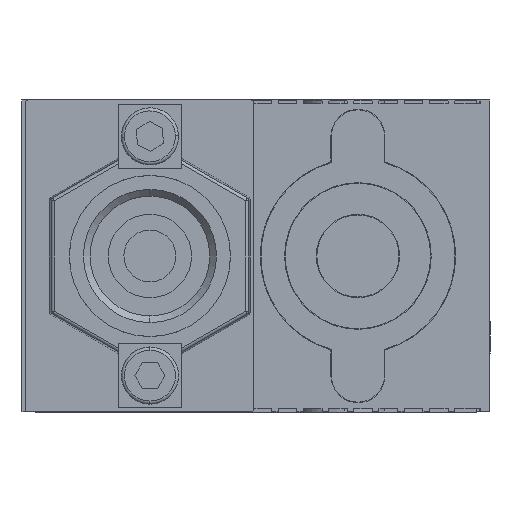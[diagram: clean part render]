
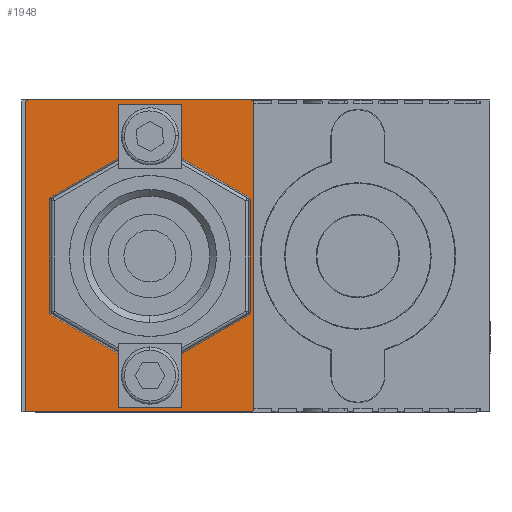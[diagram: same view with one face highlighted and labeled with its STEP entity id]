
A CAD part, left-side view. The second image highlights one B-rep face of the part: STEP entity #1948.
In plain terms, the highlighted planar face has unit normal (-1, 0, 0).
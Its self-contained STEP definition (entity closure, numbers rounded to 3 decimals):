
#1948=ADVANCED_FACE('',(#4203,#4204),#4205,.T.);
#4203=FACE_BOUND('',#8041,.T.);
#4204=FACE_OUTER_BOUND('',#8042,.T.);
#4205=PLANE('',#8043);
#8041=EDGE_LOOP('',(#13872,#13873,#13874,#13875,#13876,#13877,#13878,#13879,#13880,#13881,#13882,#13883,#13884,#13885,#13886,#13887));
#8042=EDGE_LOOP('',(#13888,#13889,#13890,#13891,#13892,#13893,#13894,#13895));
#8043=AXIS2_PLACEMENT_3D('',#13896,#13897,#13898);
#13872=ORIENTED_EDGE('',*,*,#18268,.F.);
#13873=ORIENTED_EDGE('',*,*,#18269,.T.);
#13874=ORIENTED_EDGE('',*,*,#18270,.F.);
#13875=ORIENTED_EDGE('',*,*,#18271,.T.);
#13876=ORIENTED_EDGE('',*,*,#18272,.T.);
#13877=ORIENTED_EDGE('',*,*,#18273,.T.);
#13878=ORIENTED_EDGE('',*,*,#18274,.T.);
#13879=ORIENTED_EDGE('',*,*,#18247,.T.);
#13880=ORIENTED_EDGE('',*,*,#18275,.T.);
#13881=ORIENTED_EDGE('',*,*,#18276,.F.);
#13882=ORIENTED_EDGE('',*,*,#18277,.T.);
#13883=ORIENTED_EDGE('',*,*,#18252,.F.);
#13884=ORIENTED_EDGE('',*,*,#18278,.T.);
#13885=ORIENTED_EDGE('',*,*,#18279,.F.);
#13886=ORIENTED_EDGE('',*,*,#18280,.T.);
#13887=ORIENTED_EDGE('',*,*,#18281,.F.);
#13888=ORIENTED_EDGE('',*,*,#18282,.F.);
#13889=ORIENTED_EDGE('',*,*,#18283,.T.);
#13890=ORIENTED_EDGE('',*,*,#18284,.T.);
#13891=ORIENTED_EDGE('',*,*,#18285,.T.);
#13892=ORIENTED_EDGE('',*,*,#18286,.F.);
#13893=ORIENTED_EDGE('',*,*,#18287,.T.);
#13894=ORIENTED_EDGE('',*,*,#18288,.T.);
#13895=ORIENTED_EDGE('',*,*,#18289,.T.);
#13896=CARTESIAN_POINT('',(-4.0,-10.,15.0));
#13897=DIRECTION('',(-1.0,0.,0.));
#13898=DIRECTION('',(0.,0.,1.0));
#18247=EDGE_CURVE('',#22134,#22139,#22141,.T.);
#18252=EDGE_CURVE('',#22148,#22143,#22150,.T.);
#18268=EDGE_CURVE('',#22178,#22179,#22180,.T.);
#18269=EDGE_CURVE('',#22178,#22181,#22182,.T.);
#18270=EDGE_CURVE('',#22183,#22181,#22184,.T.);
#18271=EDGE_CURVE('',#22183,#22185,#22186,.T.);
#18272=EDGE_CURVE('',#22185,#22187,#22188,.T.);
#18273=EDGE_CURVE('',#22187,#22189,#22190,.T.);
#18274=EDGE_CURVE('',#22189,#22134,#22191,.T.);
#18275=EDGE_CURVE('',#22139,#22192,#22193,.T.);
#18276=EDGE_CURVE('',#22194,#22192,#22195,.T.);
#18277=EDGE_CURVE('',#22194,#22143,#22196,.T.);
#18278=EDGE_CURVE('',#22148,#22197,#22198,.T.);
#18279=EDGE_CURVE('',#22199,#22197,#22200,.T.);
#18280=EDGE_CURVE('',#22199,#22201,#22202,.T.);
#18281=EDGE_CURVE('',#22179,#22201,#22203,.T.);
#18282=EDGE_CURVE('',#22204,#22205,#22206,.T.);
#18283=EDGE_CURVE('',#22204,#22207,#22208,.T.);
#18284=EDGE_CURVE('',#22207,#22209,#22210,.T.);
#18285=EDGE_CURVE('',#22209,#22211,#22212,.T.);
#18286=EDGE_CURVE('',#22213,#22211,#22214,.T.);
#18287=EDGE_CURVE('',#22213,#22215,#22216,.T.);
#18288=EDGE_CURVE('',#22215,#22217,#22218,.T.);
#18289=EDGE_CURVE('',#22217,#22205,#22219,.T.);
#22134=VERTEX_POINT('',#28151);
#22139=VERTEX_POINT('',#28158);
#22141=LINE('',#28161,#28162);
#22143=VERTEX_POINT('',#28164);
#22148=VERTEX_POINT('',#28171);
#22150=LINE('',#28174,#28175);
#22178=VERTEX_POINT('',#28215);
#22179=VERTEX_POINT('',#28216);
#22180=LINE('',#28217,#28218);
#22181=VERTEX_POINT('',#28219);
#22182=LINE('',#28220,#28221);
#22183=VERTEX_POINT('',#28222);
#22184=LINE('',#28223,#28224);
#22185=VERTEX_POINT('',#28225);
#22186=LINE('',#28226,#28227);
#22187=VERTEX_POINT('',#28228);
#22188=(B_SPLINE_CURVE(3,(#28230,#28231,#28232,#28233),.UNSPECIFIED.,.F.,.F.)B_SPLINE_CURVE_WITH_KNOTS((4,4),(2.618,3.665),.UNSPECIFIED.)RATIONAL_B_SPLINE_CURVE((1.0,0.911,0.911,1.0))BOUNDED_CURVE()REPRESENTATION_ITEM('')GEOMETRIC_REPRESENTATION_ITEM()CURVE());
#22189=VERTEX_POINT('',#28240);
#22190=LINE('',#28241,#28242);
#22191=(B_SPLINE_CURVE(3,(#28244,#28245,#28246,#28247),.UNSPECIFIED.,.F.,.F.)B_SPLINE_CURVE_WITH_KNOTS((4,4),(2.618,3.665),.UNSPECIFIED.)RATIONAL_B_SPLINE_CURVE((1.0,0.911,0.911,1.0))BOUNDED_CURVE()REPRESENTATION_ITEM('')GEOMETRIC_REPRESENTATION_ITEM()CURVE());
#22192=VERTEX_POINT('',#28254);
#22193=LINE('',#28255,#28256);
#22194=VERTEX_POINT('',#28257);
#22195=LINE('',#28258,#28259);
#22196=LINE('',#28260,#28261);
#22197=VERTEX_POINT('',#28262);
#22198=(B_SPLINE_CURVE(3,(#28264,#28265,#28266,#28267),.UNSPECIFIED.,.F.,.F.)B_SPLINE_CURVE_WITH_KNOTS((4,4),(2.618,3.665),.UNSPECIFIED.)RATIONAL_B_SPLINE_CURVE((1.0,0.911,0.911,1.0))BOUNDED_CURVE()REPRESENTATION_ITEM('')GEOMETRIC_REPRESENTATION_ITEM()CURVE());
#22199=VERTEX_POINT('',#28274);
#22200=LINE('',#28275,#28276);
#22201=VERTEX_POINT('',#28277);
#22202=(B_SPLINE_CURVE(3,(#28279,#28280,#28281,#28282),.UNSPECIFIED.,.F.,.F.)B_SPLINE_CURVE_WITH_KNOTS((4,4),(2.618,3.665),.UNSPECIFIED.)RATIONAL_B_SPLINE_CURVE((1.0,0.911,0.911,1.0))BOUNDED_CURVE()REPRESENTATION_ITEM('')GEOMETRIC_REPRESENTATION_ITEM()CURVE());
#22203=LINE('',#28289,#28290);
#22204=VERTEX_POINT('',#28291);
#22205=VERTEX_POINT('',#28292);
#22206=LINE('',#28293,#28294);
#22207=VERTEX_POINT('',#28295);
#22208=CIRCLE('',#28296,0.3);
#22209=VERTEX_POINT('',#28297);
#22210=LINE('',#28298,#28299);
#22211=VERTEX_POINT('',#28300);
#22212=CIRCLE('',#28301,0.3);
#22213=VERTEX_POINT('',#28302);
#22214=LINE('',#28303,#28304);
#22215=VERTEX_POINT('',#28305);
#22216=CIRCLE('',#28306,0.3);
#22217=VERTEX_POINT('',#28307);
#22218=LINE('',#28308,#28309);
#22219=CIRCLE('',#28310,0.3);
#28151=CARTESIAN_POINT('',(-4.0,9.507,5.662));
#28158=CARTESIAN_POINT('',(-4.0,3.05,9.39));
#28161=CARTESIAN_POINT('',(-4.0,4.829,8.363));
#28162=VECTOR('',#32200,1000.0);
#28164=CARTESIAN_POINT('',(-4.0,-3.05,9.39));
#28171=CARTESIAN_POINT('',(-4.0,-9.507,5.662));
#28174=CARTESIAN_POINT('',(-4.0,-19.079,0.136));
#28175=VECTOR('',#32204,1000.0);
#28215=CARTESIAN_POINT('',(-4.0,-3.05,-14.55));
#28216=CARTESIAN_POINT('',(-4.0,-3.05,-9.39));
#28217=CARTESIAN_POINT('',(-4.0,-3.05,15.0));
#28218=VECTOR('',#32220,1000.0);
#28219=CARTESIAN_POINT('',(-4.0,3.05,-14.55));
#28220=CARTESIAN_POINT('',(-4.0,-10.,-14.55));
#28221=VECTOR('',#32221,1000.0);
#28222=CARTESIAN_POINT('',(-4.0,3.05,-9.39));
#28223=CARTESIAN_POINT('',(-4.0,3.05,15.0));
#28224=VECTOR('',#32222,1000.0);
#28225=CARTESIAN_POINT('',(-4.0,9.507,-5.662));
#28226=CARTESIAN_POINT('',(-4.0,-9.421,-16.591));
#28227=VECTOR('',#32223,1000.0);
#28228=CARTESIAN_POINT('',(-4.0,9.657,-5.402));
#28230=CARTESIAN_POINT('',(-4.0,9.507,-5.662));
#28231=CARTESIAN_POINT('',(-4.0,9.602,-5.607));
#28232=CARTESIAN_POINT('',(-4.0,9.657,-5.512));
#28233=CARTESIAN_POINT('',(-4.0,9.657,-5.402));
#28240=CARTESIAN_POINT('',(-4.0,9.657,5.402));
#28241=CARTESIAN_POINT('',(-4.0,9.657,-16.454));
#28242=VECTOR('',#32224,1000.0);
#28244=CARTESIAN_POINT('',(-4.0,9.657,5.402));
#28245=CARTESIAN_POINT('',(-4.0,9.657,5.512));
#28246=CARTESIAN_POINT('',(-4.0,9.602,5.607));
#28247=CARTESIAN_POINT('',(-4.0,9.507,5.662));
#28254=CARTESIAN_POINT('',(-4.0,3.05,14.55));
#28255=CARTESIAN_POINT('',(-4.0,3.05,15.0));
#28256=VECTOR('',#32225,1000.0);
#28257=CARTESIAN_POINT('',(-4.0,-3.05,14.55));
#28258=CARTESIAN_POINT('',(-4.0,-10.0,14.55));
#28259=VECTOR('',#32226,1000.0);
#28260=CARTESIAN_POINT('',(-4.0,-3.05,15.0));
#28261=VECTOR('',#32227,1000.0);
#28262=CARTESIAN_POINT('',(-4.0,-9.657,5.402));
#28264=CARTESIAN_POINT('',(-4.0,-9.507,5.662));
#28265=CARTESIAN_POINT('',(-4.0,-9.602,5.607));
#28266=CARTESIAN_POINT('',(-4.0,-9.657,5.512));
#28267=CARTESIAN_POINT('',(-4.0,-9.657,5.402));
#28274=CARTESIAN_POINT('',(-4.0,-9.657,-5.402));
#28275=CARTESIAN_POINT('',(-4.0,-9.657,-16.454));
#28276=VECTOR('',#32228,1000.0);
#28277=CARTESIAN_POINT('',(-4.0,-9.507,-5.662));
#28279=CARTESIAN_POINT('',(-4.0,-9.657,-5.402));
#28280=CARTESIAN_POINT('',(-4.0,-9.657,-5.512));
#28281=CARTESIAN_POINT('',(-4.0,-9.602,-5.607));
#28282=CARTESIAN_POINT('',(-4.0,-9.507,-5.662));
#28289=CARTESIAN_POINT('',(-4.0,-4.829,-8.363));
#28290=VECTOR('',#32229,1000.0);
#28291=CARTESIAN_POINT('',(-4.0,-9.7,-15.0));
#28292=CARTESIAN_POINT('',(-4.0,11.7,-15.0));
#28293=CARTESIAN_POINT('',(-4.0,-10.0,-15.0));
#28294=VECTOR('',#32230,1000.0);
#28295=CARTESIAN_POINT('',(-4.0,-10.0,-14.7));
#28296=AXIS2_PLACEMENT_3D('',#32231,#32232,#32233);
#28297=CARTESIAN_POINT('',(-4.0,-10.,14.7));
#28298=CARTESIAN_POINT('',(-4.0,-10.0,-15.0));
#28299=VECTOR('',#32234,1000.0);
#28300=CARTESIAN_POINT('',(-4.0,-9.7,15.0));
#28301=AXIS2_PLACEMENT_3D('',#32235,#32236,#32237);
#28302=CARTESIAN_POINT('',(-4.0,11.7,15.0));
#28303=CARTESIAN_POINT('',(-4.0,12.0,15.0));
#28304=VECTOR('',#32238,1000.0);
#28305=CARTESIAN_POINT('',(-4.0,12.0,14.7));
#28306=AXIS2_PLACEMENT_3D('',#32239,#32240,#32241);
#28307=CARTESIAN_POINT('',(-4.0,12.0,-14.7));
#28308=CARTESIAN_POINT('',(-4.0,12.0,15.0));
#28309=VECTOR('',#32242,1000.0);
#28310=AXIS2_PLACEMENT_3D('',#32243,#32244,#32245);
#32200=DIRECTION('',(0.,-0.866,0.5));
#32204=DIRECTION('',(0.,0.866,0.5));
#32220=DIRECTION('',(0.,0.,1.0));
#32221=DIRECTION('',(0.,1.0,0.));
#32222=DIRECTION('',(0.,0.,-1.0));
#32223=DIRECTION('',(0.,0.866,0.5));
#32224=DIRECTION('',(0.,0.,1.0));
#32225=DIRECTION('',(0.,0.,1.0));
#32226=DIRECTION('',(0.,1.0,0.));
#32227=DIRECTION('',(0.0,0.,-1.0));
#32228=DIRECTION('',(0.,0.,1.0));
#32229=DIRECTION('',(0.,-0.866,0.5));
#32230=DIRECTION('',(0.,1.0,0.));
#32231=CARTESIAN_POINT('',(-4.0,-9.7,-14.7));
#32232=DIRECTION('',(-1.0,0.,0.));
#32233=DIRECTION('',(0.,0.,1.0));
#32234=DIRECTION('',(0.,0.,1.0));
#32235=CARTESIAN_POINT('',(-4.0,-9.7,14.7));
#32236=DIRECTION('',(-1.0,0.,0.));
#32237=DIRECTION('',(0.,0.,1.0));
#32238=DIRECTION('',(0.,-1.0,0.));
#32239=CARTESIAN_POINT('',(-4.0,11.7,14.7));
#32240=DIRECTION('',(-1.0,0.,0.));
#32241=DIRECTION('',(0.,0.,1.0));
#32242=DIRECTION('',(0.,0.,-1.0));
#32243=CARTESIAN_POINT('',(-4.0,11.7,-14.7));
#32244=DIRECTION('',(-1.0,0.,0.));
#32245=DIRECTION('',(0.,0.,1.0));
